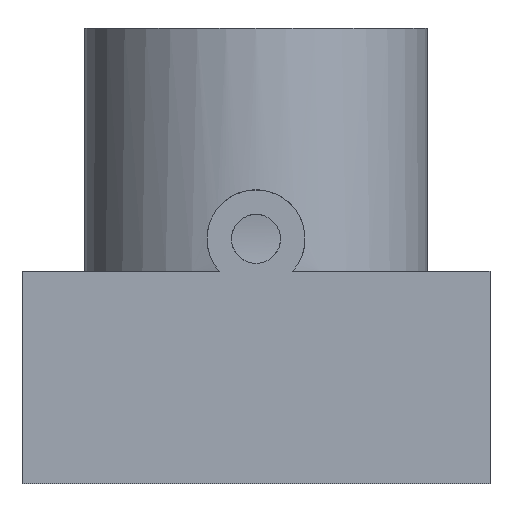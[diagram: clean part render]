
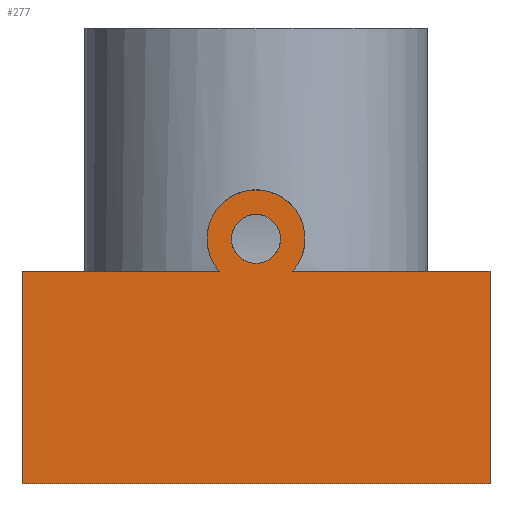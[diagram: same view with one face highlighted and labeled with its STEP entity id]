
A CAD part, left-side view. The second image highlights one B-rep face of the part: STEP entity #277.
In plain terms, the highlighted planar face has unit normal (-1, 0, 0).
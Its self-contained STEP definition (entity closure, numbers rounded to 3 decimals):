
#33=FACE_BOUND('',#118,.T.);
#38=PLANE('',#322);
#47=LINE('',#549,#68);
#56=LINE('',#575,#77);
#57=LINE('',#578,#78);
#58=LINE('',#579,#79);
#59=LINE('',#580,#80);
#68=VECTOR('',#349,10.);
#77=VECTOR('',#376,10.);
#78=VECTOR('',#379,10.);
#79=VECTOR('',#380,10.);
#80=VECTOR('',#381,10.);
#89=CIRCLE('',#316,2.);
#91=CIRCLE('',#320,1.);
#102=FACE_OUTER_BOUND('',#117,.T.);
#117=EDGE_LOOP('',(#232,#233,#234,#235,#236,#237));
#118=EDGE_LOOP('',(#238));
#143=VERTEX_POINT('',#546);
#144=VERTEX_POINT('',#548);
#146=VERTEX_POINT('',#556);
#148=VERTEX_POINT('',#564);
#149=VERTEX_POINT('',#568);
#152=VERTEX_POINT('',#573);
#153=VERTEX_POINT('',#577);
#169=EDGE_CURVE('',#143,#144,#47,.T.);
#173=EDGE_CURVE('',#144,#146,#89,.T.);
#177=EDGE_CURVE('',#148,#148,#91,.T.);
#182=EDGE_CURVE('',#149,#152,#56,.T.);
#183=EDGE_CURVE('',#153,#149,#57,.T.);
#184=EDGE_CURVE('',#146,#152,#58,.T.);
#185=EDGE_CURVE('',#153,#143,#59,.T.);
#232=ORIENTED_EDGE('',*,*,#183,.T.);
#233=ORIENTED_EDGE('',*,*,#182,.T.);
#234=ORIENTED_EDGE('',*,*,#184,.F.);
#235=ORIENTED_EDGE('',*,*,#173,.F.);
#236=ORIENTED_EDGE('',*,*,#169,.F.);
#237=ORIENTED_EDGE('',*,*,#185,.F.);
#238=ORIENTED_EDGE('',*,*,#177,.F.);
#277=ADVANCED_FACE('',(#102,#33),#38,.T.);
#316=AXIS2_PLACEMENT_3D('',#557,#358,#359);
#320=AXIS2_PLACEMENT_3D('',#565,#368,#369);
#322=AXIS2_PLACEMENT_3D('',#576,#377,#378);
#349=DIRECTION('',(0.,-1.,0.));
#358=DIRECTION('center_axis',(1.,0.,0.));
#359=DIRECTION('ref_axis',(0.,0.,-1.));
#368=DIRECTION('center_axis',(-1.,0.,0.));
#369=DIRECTION('ref_axis',(0.,0.,1.));
#376=DIRECTION('',(0.,0.,1.));
#377=DIRECTION('center_axis',(-1.,0.,0.));
#378=DIRECTION('ref_axis',(0.,-1.,0.));
#379=DIRECTION('',(0.,-1.,0.));
#380=DIRECTION('',(0.,-1.,0.));
#381=DIRECTION('',(0.,0.,1.));
#546=CARTESIAN_POINT('',(0.,19.1,8.67));
#548=CARTESIAN_POINT('',(0.,11.044,8.67));
#549=CARTESIAN_POINT('',(0.,19.1,8.67));
#556=CARTESIAN_POINT('',(0.,8.056,8.67));
#557=CARTESIAN_POINT('Origin',(0.,9.55,10.));
#564=CARTESIAN_POINT('',(0.,9.55,9.));
#565=CARTESIAN_POINT('Origin',(0.,9.55,10.));
#568=CARTESIAN_POINT('',(0.,0.,0.));
#573=CARTESIAN_POINT('',(0.,0.,8.67));
#575=CARTESIAN_POINT('',(0.,0.,0.));
#576=CARTESIAN_POINT('Origin',(0.,19.1,0.));
#577=CARTESIAN_POINT('',(0.,19.1,0.));
#578=CARTESIAN_POINT('',(0.,19.1,0.));
#579=CARTESIAN_POINT('',(0.,19.1,8.67));
#580=CARTESIAN_POINT('',(0.,19.1,0.));
